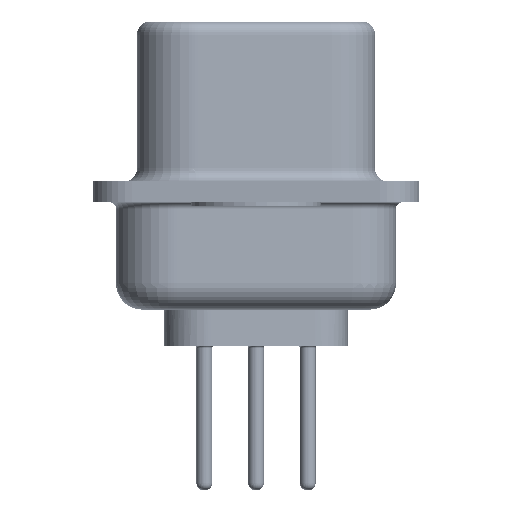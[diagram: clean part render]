
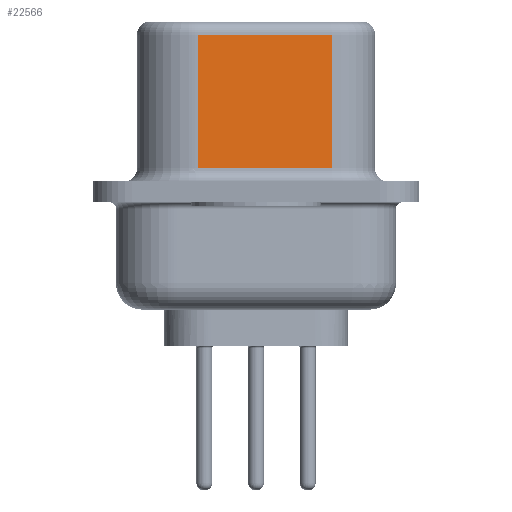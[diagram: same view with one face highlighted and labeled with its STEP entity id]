
A CAD part, left-side view. The second image highlights one B-rep face of the part: STEP entity #22566.
In plain terms, the highlighted planar face has unit normal (-0.985, -0.174, 0).
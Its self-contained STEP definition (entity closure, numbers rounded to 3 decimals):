
#330 = ORIENTED_EDGE ( 'NONE', *, *, #9298, .F. ) ;
#452 = CARTESIAN_POINT ( 'NONE',  ( 4.58, -2.897, 6.52 ) ) ;
#626 = AXIS2_PLACEMENT_3D ( 'NONE', #452, #12400, #28863 ) ;
#1521 = DIRECTION ( 'NONE',  ( -0.174, 0.985, 0. ) ) ;
#2526 = VECTOR ( 'NONE', #15685, 1000. ) ;
#2841 = CARTESIAN_POINT ( 'NONE',  ( 3.68, 2.203, 6.52 ) ) ;
#3073 = LINE ( 'NONE', #18251, #28198 ) ;
#4068 = DIRECTION ( 'NONE',  ( 0., 0., -1. ) ) ;
#4456 = EDGE_CURVE ( 'NONE', #25635, #20163, #5603, .T. ) ;
#5427 = EDGE_LOOP ( 'NONE', ( #330, #12140, #12587, #16035 ) ) ;
#5603 = LINE ( 'NONE', #2841, #23635 ) ;
#5698 = EDGE_CURVE ( 'NONE', #20163, #23038, #15152, .T. ) ;
#5993 = LINE ( 'NONE', #25169, #29628 ) ;
#8976 = CARTESIAN_POINT ( 'NONE',  ( 3.68, 2.203, 6.02 ) ) ;
#9298 = EDGE_CURVE ( 'NONE', #23321, #23038, #3073, .T. ) ;
#9418 = CARTESIAN_POINT ( 'NONE',  ( 4.58, -2.897, 0.9 ) ) ;
#9652 = CARTESIAN_POINT ( 'NONE',  ( 4.58, -2.897, 0.9 ) ) ;
#10039 = PLANE ( 'NONE',  #626 ) ;
#12140 = ORIENTED_EDGE ( 'NONE', *, *, #20498, .T. ) ;
#12400 = DIRECTION ( 'NONE',  ( 0.985, 0.174, 0. ) ) ;
#12587 = ORIENTED_EDGE ( 'NONE', *, *, #4456, .T. ) ;
#14486 = CARTESIAN_POINT ( 'NONE',  ( 3.68, 2.203, 0.9 ) ) ;
#15152 = LINE ( 'NONE', #9652, #2526 ) ;
#15685 = DIRECTION ( 'NONE',  ( 0.174, -0.985, 0. ) ) ;
#16035 = ORIENTED_EDGE ( 'NONE', *, *, #5698, .T. ) ;
#17773 = DIRECTION ( 'NONE',  ( 0., 0., -1. ) ) ;
#18251 = CARTESIAN_POINT ( 'NONE',  ( 4.58, -2.897, 6.52 ) ) ;
#20163 = VERTEX_POINT ( 'NONE', #14486 ) ;
#20498 = EDGE_CURVE ( 'NONE', #23321, #25635, #5993, .T. ) ;
#22189 = CARTESIAN_POINT ( 'NONE',  ( 4.58, -2.897, 6.02 ) ) ;
#22566 = ADVANCED_FACE ( 'NONE', ( #23940 ), #10039, .F. ) ;
#23038 = VERTEX_POINT ( 'NONE', #9418 ) ;
#23321 = VERTEX_POINT ( 'NONE', #22189 ) ;
#23635 = VECTOR ( 'NONE', #17773, 1000. ) ;
#23940 = FACE_OUTER_BOUND ( 'NONE', #5427, .T. ) ;
#25169 = CARTESIAN_POINT ( 'NONE',  ( 4.58, -2.897, 6.02 ) ) ;
#25635 = VERTEX_POINT ( 'NONE', #8976 ) ;
#28198 = VECTOR ( 'NONE', #4068, 1000. ) ;
#28863 = DIRECTION ( 'NONE',  ( -0.174, 0.985, 0. ) ) ;
#29628 = VECTOR ( 'NONE', #1521, 1000. ) ;
